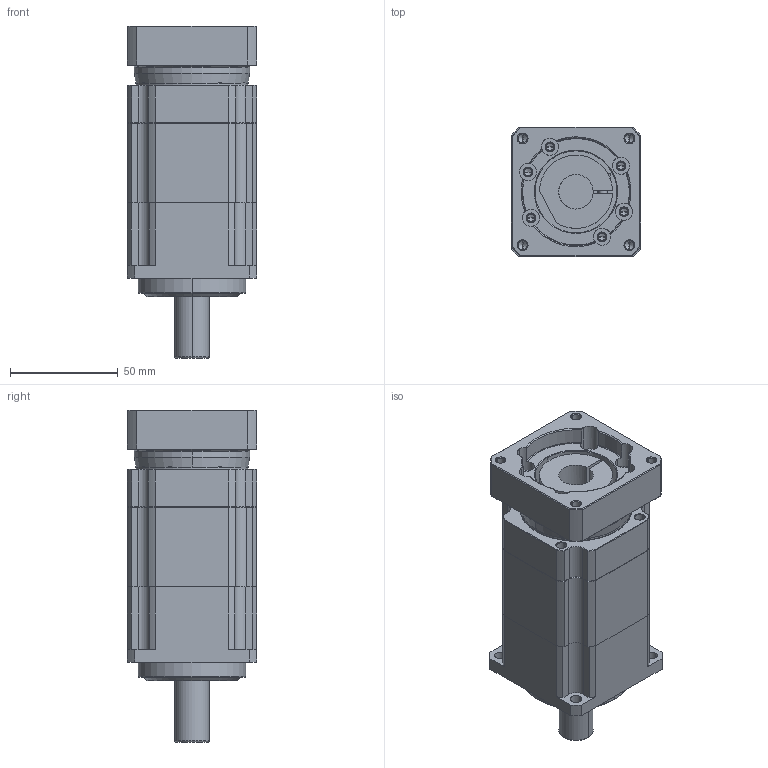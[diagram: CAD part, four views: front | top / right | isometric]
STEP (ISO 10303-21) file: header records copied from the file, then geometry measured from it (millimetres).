
FILE_DESCRIPTION((''),'2;1');
FILE_NAME('AB060A2-P4120403_ASM','2008-02-26T',('d00280'),(''),'PRO/ENGINEER BY PARAMETRIC TECHNOLOGY CORPORATION, 2006170','PRO/ENGINEER BY PARAMETRIC TECHNOLOGY CORPORATION, 2006170','');
FILE_SCHEMA(('CONFIG_CONTROL_DESIGN'));
Length unit declared in the file: millimetre
Products named in the file (5): AB060A2; AN023A-1; PK920001; P4120403; AB060A2-P4120403_ASM
Assembly tree (4 placements, depth 2):
  AB060A2-P4120403_ASM
    AB060A2
    AN023A-1
    PK920001
    P4120403
Bounding box: 60 x 60 x 154 mm (x, y, z)
Volume: 333633.3 mm3; surface area: 69246.3 mm2
Topology: 4 solids, 16 shells, 466 faces, 1131 edges, 689 vertices
Faces by surface type: cylinder 199, cone 106, plane 99, torus 62
Entity records: 13999 total; most frequent: CARTESIAN_POINT 2684, DIRECTION 2573, ORIENTED_EDGE 2168, EDGE_CURVE 1109, AXIS2_PLACEMENT_3D 1058, VERTEX_POINT 689, CIRCLE 577, EDGE_LOOP 540
